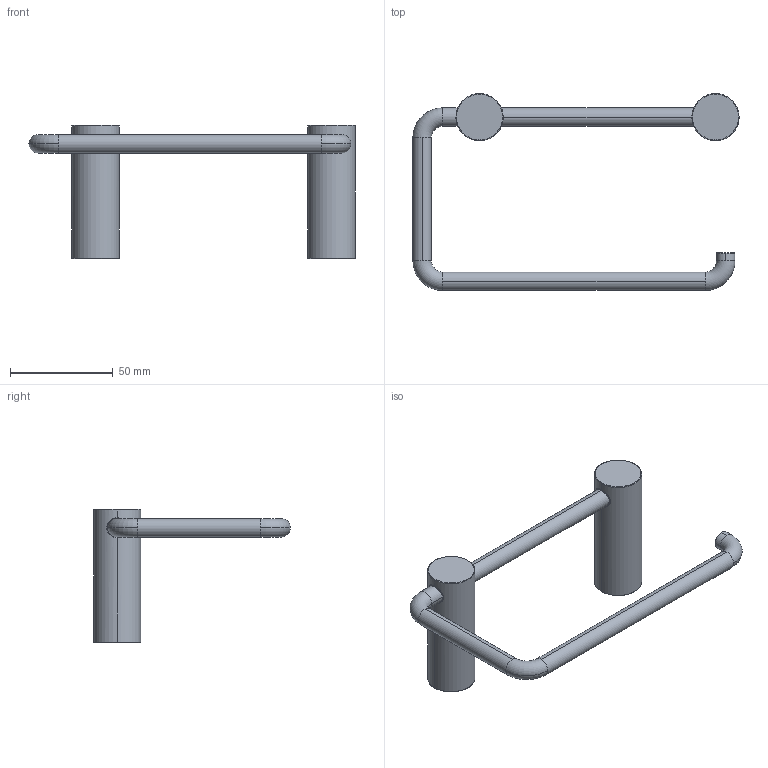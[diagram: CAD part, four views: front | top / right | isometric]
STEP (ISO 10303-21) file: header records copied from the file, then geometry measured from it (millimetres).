
FILE_DESCRIPTION (( 'STEP AP214' ), '1' );
FILE_NAME ('A35.0003.STEP', '2022-11-24T09:44:51', ( 'Solid' ), ( '' ), 'SwSTEP 2.0', 'SolidWorks 2019', '' );
FILE_SCHEMA (( 'AUTOMOTIVE_DESIGN' ));
Length unit declared in the file: millimetre
Products named in the file (1): A35.0003
Bounding box: 159 x 96 x 65 mm (x, y, z)
Volume: 77573.8 mm3; surface area: 23566.8 mm2
Topology: 5 solids, 5 shells, 58 faces, 131 edges, 82 vertices
Faces by surface type: cylinder 27, torus 16, plane 9, bspline 6
Entity records: 2981 total; most frequent: CARTESIAN_POINT 1622, DIRECTION 281, ORIENTED_EDGE 262, EDGE_CURVE 131, AXIS2_PLACEMENT_3D 127, VERTEX_POINT 82, CIRCLE 74, EDGE_LOOP 59
